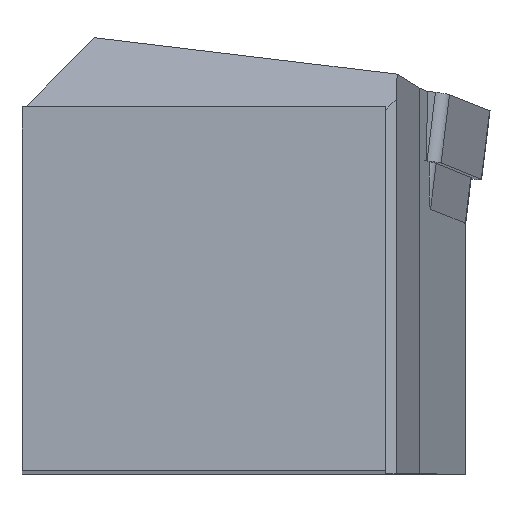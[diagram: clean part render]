
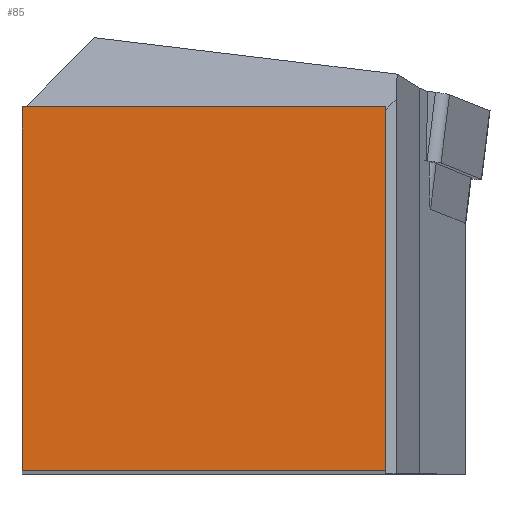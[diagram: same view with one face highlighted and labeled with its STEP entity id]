
A CAD part, top view. The second image highlights one B-rep face of the part: STEP entity #85.
In plain terms, the highlighted planar face has unit normal (0, 0, 1).
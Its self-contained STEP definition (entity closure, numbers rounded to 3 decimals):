
#85=ADVANCED_FACE('',(#147),#120,.T.);
#120=PLANE('',#691);
#147=FACE_OUTER_BOUND('',#179,.T.);
#179=EDGE_LOOP('',(#436,#437,#438,#439));
#208=LINE('',#919,#278);
#216=LINE('',#936,#286);
#248=LINE('',#1001,#318);
#249=LINE('',#1003,#319);
#278=VECTOR('',#738,1.);
#286=VECTOR('',#750,1.);
#318=VECTOR('',#810,1.);
#319=VECTOR('',#813,1.);
#436=ORIENTED_EDGE('',*,*,#622,.T.);
#437=ORIENTED_EDGE('',*,*,#579,.T.);
#438=ORIENTED_EDGE('',*,*,#621,.T.);
#439=ORIENTED_EDGE('',*,*,#587,.T.);
#523=VERTEX_POINT('',#918);
#524=VERTEX_POINT('',#920);
#530=VERTEX_POINT('',#935);
#531=VERTEX_POINT('',#937);
#579=EDGE_CURVE('',#524,#523,#208,.T.);
#587=EDGE_CURVE('',#531,#530,#216,.T.);
#621=EDGE_CURVE('',#523,#531,#248,.T.);
#622=EDGE_CURVE('',#530,#524,#249,.T.);
#691=AXIS2_PLACEMENT_3D('',#1005,#816,#817);
#738=DIRECTION('',(0.,1.,0.));
#750=DIRECTION('',(0.,-1.,0.));
#810=DIRECTION('',(-1.,0.,0.));
#813=DIRECTION('',(1.,0.,0.));
#816=DIRECTION('',(0.,0.,1.));
#817=DIRECTION('',(-1.,0.,0.));
#918=CARTESIAN_POINT('',(25.,25.,0.));
#919=CARTESIAN_POINT('',(25.,0.,0.));
#920=CARTESIAN_POINT('',(25.,0.,0.));
#935=CARTESIAN_POINT('',(0.,0.,0.));
#936=CARTESIAN_POINT('',(0.,25.,0.));
#937=CARTESIAN_POINT('',(0.,25.,0.));
#1001=CARTESIAN_POINT('',(25.,25.,0.));
#1003=CARTESIAN_POINT('',(0.,0.,0.));
#1005=CARTESIAN_POINT('',(12.5,12.5,0.));
